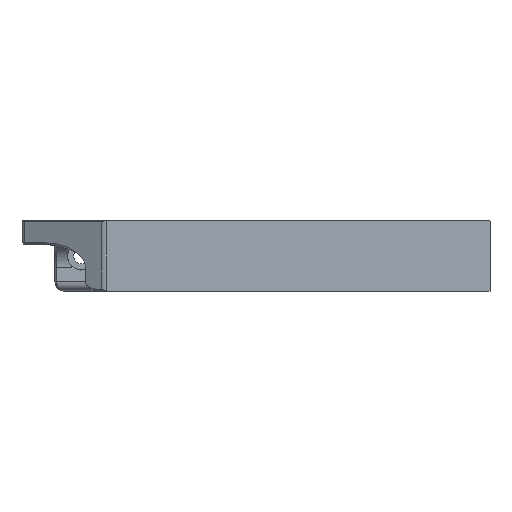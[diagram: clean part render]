
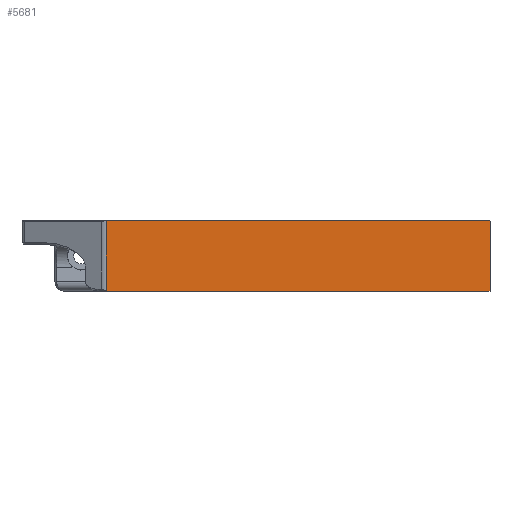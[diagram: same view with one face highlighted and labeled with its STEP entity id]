
A CAD part, front view. The second image highlights one B-rep face of the part: STEP entity #5681.
In plain terms, the highlighted planar face has unit normal (0, -1, 0).
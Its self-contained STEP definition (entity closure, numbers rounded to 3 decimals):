
#111=PLANE('',#6051);
#318=FACE_OUTER_BOUND('',#667,.T.);
#667=EDGE_LOOP('',(#3873,#3874,#3875,#3876,#3877));
#1383=LINE('',#8037,#1893);
#1393=LINE('',#8239,#1903);
#1395=LINE('',#8243,#1905);
#1402=LINE('',#8264,#1912);
#1403=LINE('',#8265,#1913);
#1893=VECTOR('',#6536,10.);
#1903=VECTOR('',#6554,10.);
#1905=VECTOR('',#6558,1000.);
#1912=VECTOR('',#6575,1000.);
#1913=VECTOR('',#6576,10.);
#2424=VERTEX_POINT('',#8034);
#2425=VERTEX_POINT('',#8036);
#2436=VERTEX_POINT('',#8236);
#2437=VERTEX_POINT('',#8238);
#2438=VERTEX_POINT('',#8242);
#2955=EDGE_CURVE('',#2424,#2425,#1383,.T.);
#2970=EDGE_CURVE('',#2436,#2437,#1393,.T.);
#2972=EDGE_CURVE('',#2437,#2438,#1395,.T.);
#2983=EDGE_CURVE('',#2424,#2438,#1402,.T.);
#2984=EDGE_CURVE('',#2436,#2425,#1403,.T.);
#3873=ORIENTED_EDGE('',*,*,#2955,.F.);
#3874=ORIENTED_EDGE('',*,*,#2983,.T.);
#3875=ORIENTED_EDGE('',*,*,#2972,.F.);
#3876=ORIENTED_EDGE('',*,*,#2970,.F.);
#3877=ORIENTED_EDGE('',*,*,#2984,.T.);
#5681=ADVANCED_FACE('',(#318),#111,.T.);
#6051=AXIS2_PLACEMENT_3D('',#8263,#6573,#6574);
#6536=DIRECTION('',(0.,0.,1.));
#6554=DIRECTION('',(0.707,0.,-0.707));
#6558=DIRECTION('',(0.,0.,-1.));
#6573=DIRECTION('center_axis',(0.,-1.,0.));
#6574=DIRECTION('ref_axis',(0.,0.,1.));
#6575=DIRECTION('',(1.,0.,0.));
#6576=DIRECTION('',(-1.,0.,0.));
#8034=CARTESIAN_POINT('',(-33.119,-14.991,-3.138));
#8036=CARTESIAN_POINT('',(-33.119,-14.991,11.862));
#8037=CARTESIAN_POINT('',(-33.119,-14.991,4.312));
#8236=CARTESIAN_POINT('',(48.8,-14.991,11.862));
#8238=CARTESIAN_POINT('',(48.9,-14.991,11.762));
#8239=CARTESIAN_POINT('',(23.85,-14.991,36.812));
#8242=CARTESIAN_POINT('',(48.9,-14.991,-3.138));
#8243=CARTESIAN_POINT('',(48.9,-14.991,-3.138));
#8263=CARTESIAN_POINT('Origin',(-66.1,-14.991,-3.138));
#8264=CARTESIAN_POINT('',(-66.1,-14.991,-3.138));
#8265=CARTESIAN_POINT('',(-61.1,-14.991,11.862));
